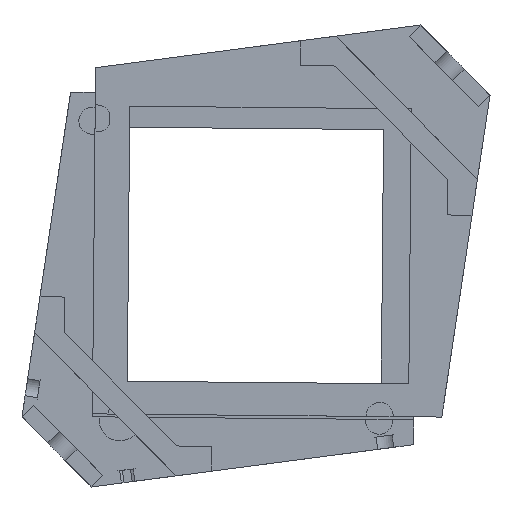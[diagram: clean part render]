
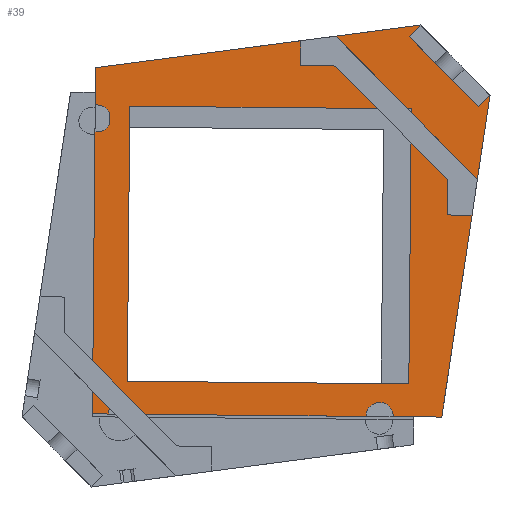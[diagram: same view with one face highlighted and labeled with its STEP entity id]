
A CAD part, front view. The second image highlights one B-rep face of the part: STEP entity #39.
In plain terms, the highlighted face is planar.
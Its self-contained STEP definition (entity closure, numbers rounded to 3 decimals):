
#39 = ADVANCED_FACE('',(#40,#262),#296,.T.);
#40 = FACE_BOUND('',#41,.T.);
#41 = EDGE_LOOP('',(#42,#52,#61,#69,#77,#86,#94,#103,#111,#119,#127,#135
    ,#143,#151,#159,#167,#175,#183,#191,#199,#207,#215,#223,#231,#239,
    #247,#255));
#42 = ORIENTED_EDGE('',*,*,#43,.T.);
#43 = EDGE_CURVE('',#44,#46,#48,.T.);
#44 = VERTEX_POINT('',#45);
#45 = CARTESIAN_POINT('',(-54.826,84.9,46.059));
#46 = VERTEX_POINT('',#47);
#47 = CARTESIAN_POINT('',(-52.359,84.9,46.059));
#48 = LINE('',#49,#50);
#49 = CARTESIAN_POINT('',(-59.614,84.9,46.059));
#50 = VECTOR('',#51,1.);
#51 = DIRECTION('',(1.,0.,0.));
#52 = ORIENTED_EDGE('',*,*,#53,.T.);
#53 = EDGE_CURVE('',#46,#54,#56,.T.);
#54 = VERTEX_POINT('',#55);
#55 = CARTESIAN_POINT('',(-50.383,84.9,49.574));
#56 = CIRCLE('',#57,3.25);
#57 = AXIS2_PLACEMENT_3D('',#58,#59,#60);
#58 = CARTESIAN_POINT('',(-53.593,84.9,49.066));
#59 = DIRECTION('',(0.,-1.,0.));
#60 = DIRECTION('',(0.,0.,1.));
#61 = ORIENTED_EDGE('',*,*,#62,.F.);
#62 = EDGE_CURVE('',#63,#54,#65,.T.);
#63 = VERTEX_POINT('',#64);
#64 = CARTESIAN_POINT('',(17.506,84.9,49.574));
#65 = LINE('',#66,#67);
#66 = CARTESIAN_POINT('',(0.,84.9,49.574));
#67 = VECTOR('',#68,1.);
#68 = DIRECTION('',(-1.,0.,0.));
#69 = ORIENTED_EDGE('',*,*,#70,.T.);
#70 = EDGE_CURVE('',#63,#71,#73,.T.);
#71 = VERTEX_POINT('',#72);
#72 = CARTESIAN_POINT('',(17.506,84.9,45.688));
#73 = LINE('',#74,#75);
#74 = CARTESIAN_POINT('',(17.506,84.9,0.));
#75 = VECTOR('',#76,1.);
#76 = DIRECTION('',(0.,0.,-1.));
#77 = ORIENTED_EDGE('',*,*,#78,.F.);
#78 = EDGE_CURVE('',#79,#71,#81,.T.);
#79 = VERTEX_POINT('',#80);
#80 = CARTESIAN_POINT('',(17.506,84.9,39.189));
#81 = CIRCLE('',#82,3.25);
#82 = AXIS2_PLACEMENT_3D('',#83,#84,#85);
#83 = CARTESIAN_POINT('',(17.435,84.9,42.438));
#84 = DIRECTION('',(0.,1.,0.));
#85 = DIRECTION('',(0.,-0.,1.));
#86 = ORIENTED_EDGE('',*,*,#87,.T.);
#87 = EDGE_CURVE('',#79,#88,#90,.T.);
#88 = VERTEX_POINT('',#89);
#89 = CARTESIAN_POINT('',(17.506,84.9,-16.301));
#90 = LINE('',#91,#92);
#91 = CARTESIAN_POINT('',(17.506,84.9,0.));
#92 = VECTOR('',#93,1.);
#93 = DIRECTION('',(0.,0.,-1.));
#94 = ORIENTED_EDGE('',*,*,#95,.F.);
#95 = EDGE_CURVE('',#96,#88,#98,.T.);
#96 = VERTEX_POINT('',#97);
#97 = CARTESIAN_POINT('',(17.506,84.9,-22.797));
#98 = CIRCLE('',#99,3.25);
#99 = AXIS2_PLACEMENT_3D('',#100,#101,#102);
#100 = CARTESIAN_POINT('',(17.392,84.9,-19.549));
#101 = DIRECTION('',(0.,1.,0.));
#102 = DIRECTION('',(0.,-0.,1.));
#103 = ORIENTED_EDGE('',*,*,#104,.T.);
#104 = EDGE_CURVE('',#96,#105,#107,.T.);
#105 = VERTEX_POINT('',#106);
#106 = CARTESIAN_POINT('',(17.506,84.9,-34.5));
#107 = LINE('',#108,#109);
#108 = CARTESIAN_POINT('',(17.506,84.9,0.));
#109 = VECTOR('',#110,1.);
#110 = DIRECTION('',(0.,0.,-1.));
#111 = ORIENTED_EDGE('',*,*,#112,.T.);
#112 = EDGE_CURVE('',#105,#113,#115,.T.);
#113 = VERTEX_POINT('',#114);
#114 = CARTESIAN_POINT('',(-31.132,84.9,-41.335));
#115 = LINE('',#116,#117);
#116 = CARTESIAN_POINT('',(18.206,84.9,-34.401));
#117 = VECTOR('',#118,1.);
#118 = DIRECTION('',(-0.99,0.,-0.139));
#119 = ORIENTED_EDGE('',*,*,#120,.F.);
#120 = EDGE_CURVE('',#121,#113,#123,.T.);
#121 = VERTEX_POINT('',#122);
#122 = CARTESIAN_POINT('',(-31.132,84.9,-35.335));
#123 = LINE('',#124,#125);
#124 = CARTESIAN_POINT('',(-31.132,84.9,-41.335));
#125 = VECTOR('',#126,1.);
#126 = DIRECTION('',(0.,0.,-1.));
#127 = ORIENTED_EDGE('',*,*,#128,.F.);
#128 = EDGE_CURVE('',#129,#121,#131,.T.);
#129 = VERTEX_POINT('',#130);
#130 = CARTESIAN_POINT('',(-39.635,84.9,-35.335));
#131 = LINE('',#132,#133);
#132 = CARTESIAN_POINT('',(-31.132,84.9,-35.335));
#133 = VECTOR('',#134,1.);
#134 = DIRECTION('',(1.,0.,0.));
#135 = ORIENTED_EDGE('',*,*,#136,.F.);
#136 = EDGE_CURVE('',#137,#129,#139,.T.);
#137 = VERTEX_POINT('',#138);
#138 = CARTESIAN_POINT('',(-45.05,84.9,-29.92));
#139 = LINE('',#140,#141);
#140 = CARTESIAN_POINT('',(-37.487,84.9,-37.484));
#141 = VECTOR('',#142,1.);
#142 = DIRECTION('',(0.707,0.,-0.707));
#143 = ORIENTED_EDGE('',*,*,#144,.T.);
#144 = EDGE_CURVE('',#137,#145,#147,.T.);
#145 = VERTEX_POINT('',#146);
#146 = CARTESIAN_POINT('',(-48.649,84.9,-33.519));
#147 = LINE('',#148,#149);
#148 = CARTESIAN_POINT('',(-31.669,84.9,-16.541));
#149 = VECTOR('',#150,1.);
#150 = DIRECTION('',(-0.707,0.,-0.707));
#151 = ORIENTED_EDGE('',*,*,#152,.F.);
#152 = EDGE_CURVE('',#153,#145,#155,.T.);
#153 = VERTEX_POINT('',#154);
#154 = CARTESIAN_POINT('',(-39.638,84.9,-42.531));
#155 = LINE('',#156,#157);
#156 = CARTESIAN_POINT('',(-39.638,84.9,-42.531));
#157 = VECTOR('',#158,1.);
#158 = DIRECTION('',(-0.707,0.,0.707));
#159 = ORIENTED_EDGE('',*,*,#160,.T.);
#160 = EDGE_CURVE('',#153,#161,#163,.T.);
#161 = VERTEX_POINT('',#162);
#162 = CARTESIAN_POINT('',(-60.026,84.9,-45.396));
#163 = LINE('',#164,#165);
#164 = CARTESIAN_POINT('',(18.206,84.9,-34.401));
#165 = VECTOR('',#166,1.);
#166 = DIRECTION('',(-0.99,0.,-0.139));
#167 = ORIENTED_EDGE('',*,*,#168,.T.);
#168 = EDGE_CURVE('',#161,#169,#171,.T.);
#169 = VERTEX_POINT('',#170);
#170 = CARTESIAN_POINT('',(-57.197,84.9,-42.568));
#171 = LINE('',#172,#173);
#172 = CARTESIAN_POINT('',(-62.854,84.9,-48.224));
#173 = VECTOR('',#174,1.);
#174 = DIRECTION('',(0.707,0.,0.707));
#175 = ORIENTED_EDGE('',*,*,#176,.F.);
#176 = EDGE_CURVE('',#177,#169,#179,.T.);
#177 = VERTEX_POINT('',#178);
#178 = CARTESIAN_POINT('',(-73.961,84.9,-25.804));
#179 = LINE('',#180,#181);
#180 = CARTESIAN_POINT('',(-73.961,84.9,-25.804));
#181 = VECTOR('',#182,1.);
#182 = DIRECTION('',(0.707,0.,-0.707));
#183 = ORIENTED_EDGE('',*,*,#184,.F.);
#184 = EDGE_CURVE('',#185,#177,#187,.T.);
#185 = VERTEX_POINT('',#186);
#186 = CARTESIAN_POINT('',(-76.789,84.9,-28.633));
#187 = LINE('',#188,#189);
#188 = CARTESIAN_POINT('',(-79.617,84.9,-31.461));
#189 = VECTOR('',#190,1.);
#190 = DIRECTION('',(0.707,0.,0.707));
#191 = ORIENTED_EDGE('',*,*,#192,.T.);
#192 = EDGE_CURVE('',#185,#193,#195,.T.);
#193 = VERTEX_POINT('',#194);
#194 = CARTESIAN_POINT('',(-73.923,84.9,-8.243));
#195 = LINE('',#196,#197);
#196 = CARTESIAN_POINT('',(-65.794,84.9,49.599));
#197 = VECTOR('',#198,1.);
#198 = DIRECTION('',(0.139,0.,0.99));
#199 = ORIENTED_EDGE('',*,*,#200,.T.);
#200 = EDGE_CURVE('',#193,#201,#203,.T.);
#201 = VERTEX_POINT('',#202);
#202 = CARTESIAN_POINT('',(-64.912,84.9,-17.255));
#203 = LINE('',#204,#205);
#204 = CARTESIAN_POINT('',(-60.344,84.9,-21.823));
#205 = VECTOR('',#206,1.);
#206 = DIRECTION('',(0.707,0.,-0.707));
#207 = ORIENTED_EDGE('',*,*,#208,.F.);
#208 = EDGE_CURVE('',#209,#201,#211,.T.);
#209 = VERTEX_POINT('',#210);
#210 = CARTESIAN_POINT('',(-61.312,84.9,-13.656));
#211 = LINE('',#212,#213);
#212 = CARTESIAN_POINT('',(-47.932,84.9,-0.277));
#213 = VECTOR('',#214,1.);
#214 = DIRECTION('',(-0.707,0.,-0.707));
#215 = ORIENTED_EDGE('',*,*,#216,.F.);
#216 = EDGE_CURVE('',#217,#209,#219,.T.);
#217 = VERTEX_POINT('',#218);
#218 = CARTESIAN_POINT('',(-66.728,84.9,-8.24));
#219 = LINE('',#220,#221);
#220 = CARTESIAN_POINT('',(-37.487,84.9,-37.484));
#221 = VECTOR('',#222,1.);
#222 = DIRECTION('',(0.707,0.,-0.707));
#223 = ORIENTED_EDGE('',*,*,#224,.T.);
#224 = EDGE_CURVE('',#217,#225,#227,.T.);
#225 = VERTEX_POINT('',#226);
#226 = CARTESIAN_POINT('',(-66.728,84.9,0.263));
#227 = LINE('',#228,#229);
#228 = CARTESIAN_POINT('',(-66.728,84.9,0.263));
#229 = VECTOR('',#230,1.);
#230 = DIRECTION('',(0.,0.,1.));
#231 = ORIENTED_EDGE('',*,*,#232,.T.);
#232 = EDGE_CURVE('',#225,#233,#235,.T.);
#233 = VERTEX_POINT('',#234);
#234 = CARTESIAN_POINT('',(-72.728,84.9,0.263));
#235 = LINE('',#236,#237);
#236 = CARTESIAN_POINT('',(-72.728,84.9,0.263));
#237 = VECTOR('',#238,1.);
#238 = DIRECTION('',(-1.,0.,0.));
#239 = ORIENTED_EDGE('',*,*,#240,.T.);
#240 = EDGE_CURVE('',#233,#241,#243,.T.);
#241 = VERTEX_POINT('',#242);
#242 = CARTESIAN_POINT('',(-65.798,84.9,49.574));
#243 = LINE('',#244,#245);
#244 = CARTESIAN_POINT('',(-65.794,84.9,49.599));
#245 = VECTOR('',#246,1.);
#246 = DIRECTION('',(0.139,0.,0.99));
#247 = ORIENTED_EDGE('',*,*,#248,.F.);
#248 = EDGE_CURVE('',#249,#241,#251,.T.);
#249 = VERTEX_POINT('',#250);
#250 = CARTESIAN_POINT('',(-56.803,84.9,49.574));
#251 = LINE('',#252,#253);
#252 = CARTESIAN_POINT('',(0.,84.9,49.574));
#253 = VECTOR('',#254,1.);
#254 = DIRECTION('',(-1.,0.,0.));
#255 = ORIENTED_EDGE('',*,*,#256,.T.);
#256 = EDGE_CURVE('',#249,#44,#257,.T.);
#257 = CIRCLE('',#258,3.25);
#258 = AXIS2_PLACEMENT_3D('',#259,#260,#261);
#259 = CARTESIAN_POINT('',(-53.593,84.9,49.066));
#260 = DIRECTION('',(0.,-1.,0.));
#261 = DIRECTION('',(0.,0.,1.));
#262 = FACE_BOUND('',#263,.T.);
#263 = EDGE_LOOP('',(#264,#274,#282,#290));
#264 = ORIENTED_EDGE('',*,*,#265,.F.);
#265 = EDGE_CURVE('',#266,#268,#270,.T.);
#266 = VERTEX_POINT('',#267);
#267 = CARTESIAN_POINT('',(9.586,84.9,41.255));
#268 = VERTEX_POINT('',#269);
#269 = CARTESIAN_POINT('',(9.586,84.9,-26.495));
#270 = LINE('',#271,#272);
#271 = CARTESIAN_POINT('',(9.586,84.9,0.));
#272 = VECTOR('',#273,1.);
#273 = DIRECTION('',(0.,0.,-1.));
#274 = ORIENTED_EDGE('',*,*,#275,.T.);
#275 = EDGE_CURVE('',#266,#276,#278,.T.);
#276 = VERTEX_POINT('',#277);
#277 = CARTESIAN_POINT('',(-56.604,84.9,41.255));
#278 = LINE('',#279,#280);
#279 = CARTESIAN_POINT('',(0.,84.9,41.255));
#280 = VECTOR('',#281,1.);
#281 = DIRECTION('',(-1.,0.,0.));
#282 = ORIENTED_EDGE('',*,*,#283,.F.);
#283 = EDGE_CURVE('',#284,#276,#286,.T.);
#284 = VERTEX_POINT('',#285);
#285 = CARTESIAN_POINT('',(-56.604,84.9,-26.495));
#286 = LINE('',#287,#288);
#287 = CARTESIAN_POINT('',(-56.604,84.9,0.));
#288 = VECTOR('',#289,1.);
#289 = DIRECTION('',(0.,0.,1.));
#290 = ORIENTED_EDGE('',*,*,#291,.T.);
#291 = EDGE_CURVE('',#284,#268,#292,.T.);
#292 = LINE('',#293,#294);
#293 = CARTESIAN_POINT('',(0.,84.9,-26.495));
#294 = VECTOR('',#295,1.);
#295 = DIRECTION('',(1.,0.,0.));
#296 = PLANE('',#297);
#297 = AXIS2_PLACEMENT_3D('',#298,#299,#300);
#298 = CARTESIAN_POINT('',(0.,84.9,0.));
#299 = DIRECTION('',(0.,1.,0.));
#300 = DIRECTION('',(0.,-0.,1.));
